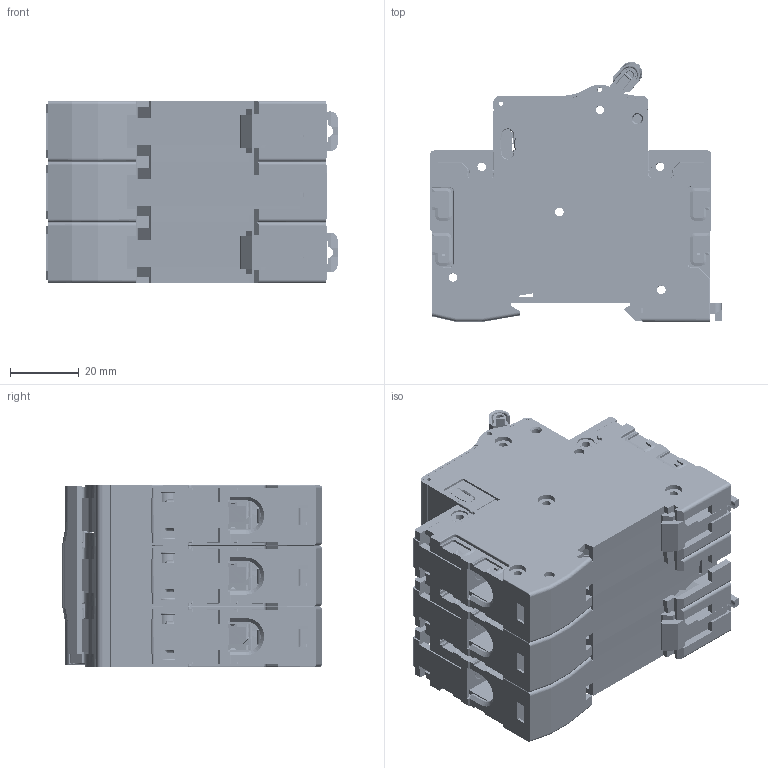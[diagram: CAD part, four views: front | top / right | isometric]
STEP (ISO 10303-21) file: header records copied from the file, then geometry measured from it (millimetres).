
FILE_DESCRIPTION (( 'STEP AP214' ), '1' );
FILE_NAME ('3P.STEP', '2018-04-28T01:08:44', ( '' ), ( '' ), 'SwSTEP 2.0', 'SolidWorks 2011', '' );
FILE_SCHEMA (( 'AUTOMOTIVE_DESIGN' ));
Length unit declared in the file: millimetre
Products named in the file (11): 1P; 8LD.143.115; 8LD.253.129; 5LD.574.103; 8LD.907.115; 8LD.516.135; 8LD.315.1080; 8LD.024.1075; 3P; 8LD.253.172
Assembly tree (17 placements, depth 4):
  3P
    1P  x2
      8LD.024.1075
      5LD.574.103
        8LD.516.135
        8LD.907.115
      8LD.143.115
      8LD.315.1080
      8LD.253.129
    1P
      8LD.253.129
      8LD.315.1080
      5LD.574.103  x2
        8LD.516.135
        8LD.907.115
      8LD.024.1075
    8LD.253.172
Bounding box: 84.46 x 75.5 x 52.8 mm (x, y, z)
Volume: 96615.8 mm3; surface area: 143483.6 mm2
Topology: 24 solids, 24 shells, 11032 faces, 31324 edges, 20486 vertices
Faces by surface type: plane 6530, cylinder 3170, cone 908, bspline 343, torus 57, sphere 24
Entity records: 132503 total; most frequent: CARTESIAN_POINT 42724, ORIENTED_EDGE 20242, DIRECTION 16389, EDGE_CURVE 10121, LINE 6693, VECTOR 6693, VERTEX_POINT 6638, AXIS2_PLACEMENT_3D 4848
